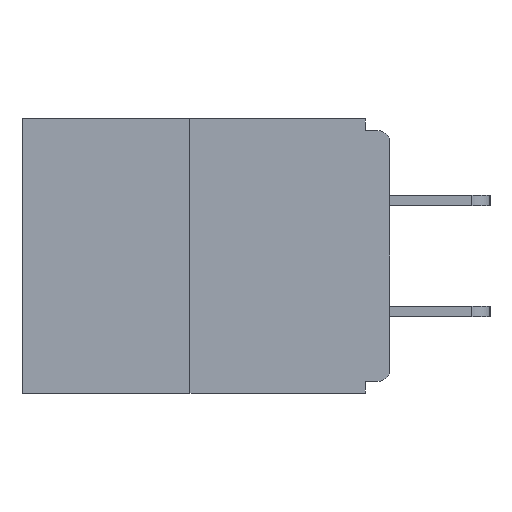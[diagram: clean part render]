
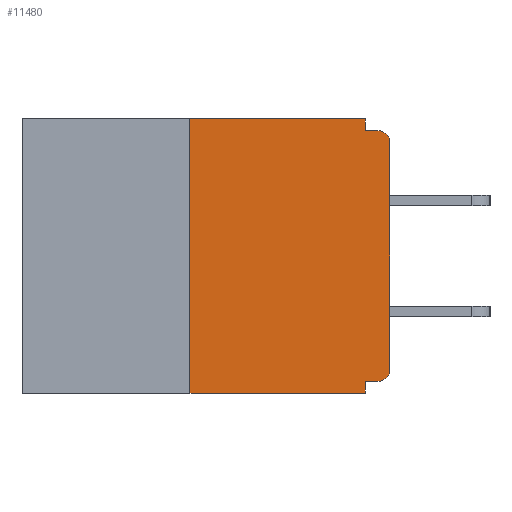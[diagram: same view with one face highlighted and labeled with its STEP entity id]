
A CAD part, left-side view. The second image highlights one B-rep face of the part: STEP entity #11480.
In plain terms, the highlighted planar face has unit normal (-1, 0, 0).
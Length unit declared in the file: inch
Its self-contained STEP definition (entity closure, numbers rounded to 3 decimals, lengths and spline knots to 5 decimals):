
#285 = EDGE_CURVE ( 'NONE', #1355, #10164, #11253, .T. ) ;
#338 = ORIENTED_EDGE ( 'NONE', *, *, #13629, .F. ) ;
#442 = CARTESIAN_POINT ( 'NONE',  ( 0., 0.015, -0.328 ) ) ;
#796 = CARTESIAN_POINT ( 'NONE',  ( 0., 0., -0.03 ) ) ;
#911 = DIRECTION ( 'NONE',  ( 0., 0., -1. ) ) ;
#994 = CARTESIAN_POINT ( 'NONE',  ( 0., 0.46, 0. ) ) ;
#1023 = CARTESIAN_POINT ( 'NONE',  ( 0., 0.031, -0.328 ) ) ;
#1094 = EDGE_CURVE ( 'NONE', #1355, #10618, #8124, .T. ) ;
#1101 = VERTEX_POINT ( 'NONE', #442 ) ;
#1170 = CARTESIAN_POINT ( 'NONE',  ( 0., 0.031, -0.343 ) ) ;
#1355 = VERTEX_POINT ( 'NONE', #6690 ) ;
#1630 = CIRCLE ( 'NONE', #7552, 0.015 ) ;
#1640 = VECTOR ( 'NONE', #911, 39.37008 ) ;
#1775 = VECTOR ( 'NONE', #5547, 39.37008 ) ;
#1857 = VERTEX_POINT ( 'NONE', #11207 ) ;
#1885 = DIRECTION ( 'NONE',  ( 0., -1., 0. ) ) ;
#2093 = VERTEX_POINT ( 'NONE', #796 ) ;
#2436 = CARTESIAN_POINT ( 'NONE',  ( 0., 0.031, -0.343 ) ) ;
#2566 = AXIS2_PLACEMENT_3D ( 'NONE', #994, #10602, #4123 ) ;
#2719 = CARTESIAN_POINT ( 'NONE',  ( 0., 0.25, 0. ) ) ;
#3002 = EDGE_CURVE ( 'NONE', #1101, #8979, #1630, .T. ) ;
#3029 = LINE ( 'NONE', #11708, #4786 ) ;
#3174 = DIRECTION ( 'NONE',  ( 0., 0., -1. ) ) ;
#3819 = CARTESIAN_POINT ( 'NONE',  ( 0., 0., -0.313 ) ) ;
#3938 = CARTESIAN_POINT ( 'NONE',  ( 0., 0.015, -0.015 ) ) ;
#4068 = VERTEX_POINT ( 'NONE', #3938 ) ;
#4123 = DIRECTION ( 'NONE',  ( 0., 0., -1. ) ) ;
#4132 = ORIENTED_EDGE ( 'NONE', *, *, #11323, .T. ) ;
#4599 = VERTEX_POINT ( 'NONE', #9757 ) ;
#4786 = VECTOR ( 'NONE', #1885, 39.37008 ) ;
#4845 = DIRECTION ( 'NONE',  ( 0., 1., 0. ) ) ;
#5056 = ORIENTED_EDGE ( 'NONE', *, *, #3002, .T. ) ;
#5071 = EDGE_CURVE ( 'NONE', #1857, #4599, #13879, .T. ) ;
#5547 = DIRECTION ( 'NONE',  ( 0., -1., 0. ) ) ;
#5644 = LINE ( 'NONE', #9996, #1775 ) ;
#5986 = ORIENTED_EDGE ( 'NONE', *, *, #285, .T. ) ;
#6187 = AXIS2_PLACEMENT_3D ( 'NONE', #11834, #12841, #13836 ) ;
#6278 = LINE ( 'NONE', #10628, #10748 ) ;
#6393 = FACE_OUTER_BOUND ( 'NONE', #10516, .T. ) ;
#6690 = CARTESIAN_POINT ( 'NONE',  ( 0., 0.25, -0.343 ) ) ;
#7393 = ORIENTED_EDGE ( 'NONE', *, *, #13073, .F. ) ;
#7493 = EDGE_CURVE ( 'NONE', #4599, #4068, #5644, .T. ) ;
#7552 = AXIS2_PLACEMENT_3D ( 'NONE', #10928, #14005, #3174 ) ;
#7684 = ORIENTED_EDGE ( 'NONE', *, *, #1094, .F. ) ;
#7871 = VECTOR ( 'NONE', #12384, 39.37008 ) ;
#8041 = CARTESIAN_POINT ( 'NONE',  ( 0., 0.46, -0.343 ) ) ;
#8060 = DIRECTION ( 'NONE',  ( 0., 0., 1. ) ) ;
#8113 = LINE ( 'NONE', #11456, #10803 ) ;
#8124 = LINE ( 'NONE', #2719, #8955 ) ;
#8955 = VECTOR ( 'NONE', #8060, 39.37008 ) ;
#8979 = VERTEX_POINT ( 'NONE', #3819 ) ;
#9015 = ORIENTED_EDGE ( 'NONE', *, *, #7493, .F. ) ;
#9414 = VECTOR ( 'NONE', #13137, 39.37008 ) ;
#9525 = EDGE_CURVE ( 'NONE', #10618, #1857, #3029, .T. ) ;
#9757 = CARTESIAN_POINT ( 'NONE',  ( 0., 0.031, -0.015 ) ) ;
#9996 = CARTESIAN_POINT ( 'NONE',  ( 0., 0., -0.015 ) ) ;
#10164 = VERTEX_POINT ( 'NONE', #2436 ) ;
#10189 = VERTEX_POINT ( 'NONE', #1023 ) ;
#10516 = EDGE_LOOP ( 'NONE', ( #11179, #7684, #5986, #7393, #338, #5056, #11477, #4132, #9015, #13881 ) ) ;
#10602 = DIRECTION ( 'NONE',  ( 1., 0., 0. ) ) ;
#10618 = VERTEX_POINT ( 'NONE', #10828 ) ;
#10628 = CARTESIAN_POINT ( 'NONE',  ( 0., 0., 0. ) ) ;
#10748 = VECTOR ( 'NONE', #12689, 39.37008 ) ;
#10803 = VECTOR ( 'NONE', #4845, 39.37008 ) ;
#10828 = CARTESIAN_POINT ( 'NONE',  ( 0., 0.25, 0. ) ) ;
#10928 = CARTESIAN_POINT ( 'NONE',  ( 0., 0.015, -0.313 ) ) ;
#11179 = ORIENTED_EDGE ( 'NONE', *, *, #9525, .F. ) ;
#11207 = CARTESIAN_POINT ( 'NONE',  ( 0., 0.031, 0. ) ) ;
#11234 = EDGE_CURVE ( 'NONE', #8979, #2093, #6278, .T. ) ;
#11253 = LINE ( 'NONE', #8041, #7871 ) ;
#11323 = EDGE_CURVE ( 'NONE', #2093, #4068, #12340, .T. ) ;
#11456 = CARTESIAN_POINT ( 'NONE',  ( 0., 0., -0.328 ) ) ;
#11477 = ORIENTED_EDGE ( 'NONE', *, *, #11234, .T. ) ;
#11480 = ADVANCED_FACE ( 'NONE', ( #6393 ), #12735, .F. ) ;
#11708 = CARTESIAN_POINT ( 'NONE',  ( 0., 0.46, 0. ) ) ;
#11834 = CARTESIAN_POINT ( 'NONE',  ( 0., 0.015, -0.03 ) ) ;
#12206 = LINE ( 'NONE', #1170, #9414 ) ;
#12340 = CIRCLE ( 'NONE', #6187, 0.015 ) ;
#12384 = DIRECTION ( 'NONE',  ( 0., -1., 0. ) ) ;
#12689 = DIRECTION ( 'NONE',  ( 0., 0., 1. ) ) ;
#12735 = PLANE ( 'NONE',  #2566 ) ;
#12841 = DIRECTION ( 'NONE',  ( -1., 0., 0. ) ) ;
#12951 = CARTESIAN_POINT ( 'NONE',  ( 0., 0.031, 0. ) ) ;
#13073 = EDGE_CURVE ( 'NONE', #10189, #10164, #12206, .T. ) ;
#13137 = DIRECTION ( 'NONE',  ( 0., 0., -1. ) ) ;
#13629 = EDGE_CURVE ( 'NONE', #1101, #10189, #8113, .T. ) ;
#13836 = DIRECTION ( 'NONE',  ( 0., 0., -1. ) ) ;
#13879 = LINE ( 'NONE', #12951, #1640 ) ;
#13881 = ORIENTED_EDGE ( 'NONE', *, *, #5071, .F. ) ;
#14005 = DIRECTION ( 'NONE',  ( -1., 0., 0. ) ) ;
